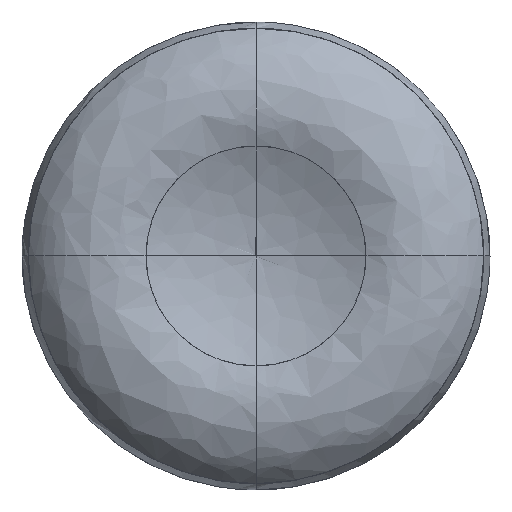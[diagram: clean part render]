
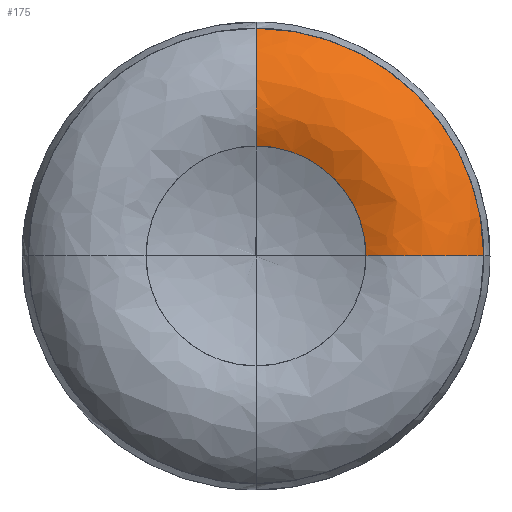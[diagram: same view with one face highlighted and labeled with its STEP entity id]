
A CAD part, top view. The second image highlights one B-rep face of the part: STEP entity #175.
In plain terms, the highlighted free-form (B-spline) face has degree [2, 2] with [3, 5] control points.
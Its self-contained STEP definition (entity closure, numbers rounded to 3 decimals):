
#175=ADVANCED_FACE($,(#270),#1284,.T.);
#270=FACE_OUTER_BOUND($,#369,.T.);
#369=EDGE_LOOP($,(#745,#746,#747,#748));
#745=ORIENTED_EDGE($,*,*,#999,.T.);
#746=ORIENTED_EDGE($,*,*,#1002,.T.);
#747=ORIENTED_EDGE($,*,*,#1000,.T.);
#748=ORIENTED_EDGE($,*,*,#1001,.T.);
#999=EDGE_CURVE($,#1184,#1185,#1497,.T.);
#1000=EDGE_CURVE($,#1186,#1187,#1498,.T.);
#1001=EDGE_CURVE($,#1187,#1184,#1499,.T.);
#1002=EDGE_CURVE($,#1185,#1186,#1500,.T.);
#1184=VERTEX_POINT($,#3764);
#1185=VERTEX_POINT($,#3765);
#1186=VERTEX_POINT($,#3766);
#1187=VERTEX_POINT($,#3767);
#1284=(
BOUNDED_SURFACE()
B_SPLINE_SURFACE(2,2,((#3734,#3735,#3736,#3737,#3738),(#3739,#3740,#3741,
#3742,#3743),(#3744,#3745,#3746,#3747,#3748)),.UNSPECIFIED.,.F.,.F.,.F.)
B_SPLINE_SURFACE_WITH_KNOTS((3,3),(3,2,3),(0.,256.432),(412.992,
456.619,547.604),.UNSPECIFIED.)
GEOMETRIC_REPRESENTATION_ITEM()
RATIONAL_B_SPLINE_SURFACE(((0.88,0.916,1.,0.825,
0.859),(0.622,0.648,0.707,
0.583,0.608),(0.88,0.916,1.,
0.825,0.859)))
REPRESENTATION_ITEM($)
SURFACE()
);
#1497=(
BOUNDED_CURVE()
B_SPLINE_CURVE(2,(#3707,#3708,#3709),.UNSPECIFIED.,.F.,.F.)
B_SPLINE_CURVE_WITH_KNOTS((3,3),(-374.692,0.),.UNSPECIFIED.)
CURVE()
GEOMETRIC_REPRESENTATION_ITEM()
RATIONAL_B_SPLINE_CURVE((1.,0.707,1.))
REPRESENTATION_ITEM($)
);
#1498=(
BOUNDED_CURVE()
B_SPLINE_CURVE(2,(#3710,#3711,#3712),.UNSPECIFIED.,.F.,.F.)
B_SPLINE_CURVE_WITH_KNOTS((3,3),(0.,180.926),.UNSPECIFIED.)
CURVE()
GEOMETRIC_REPRESENTATION_ITEM()
RATIONAL_B_SPLINE_CURVE((1.,0.707,1.))
REPRESENTATION_ITEM($)
);
#1499=(
BOUNDED_CURVE()
B_SPLINE_CURVE(2,(#3713,#3714,#3715,#3716,#3717),.UNSPECIFIED.,.F.,.F.)
B_SPLINE_CURVE_WITH_KNOTS((3,2,3),(412.992,456.619,547.604),
.UNSPECIFIED.)
CURVE()
GEOMETRIC_REPRESENTATION_ITEM()
RATIONAL_B_SPLINE_CURVE((1.,0.976,1.,0.89,1.))
REPRESENTATION_ITEM($)
);
#1500=(
BOUNDED_CURVE()
B_SPLINE_CURVE(2,(#3718,#3719,#3720,#3721,#3722),.UNSPECIFIED.,.F.,.F.)
B_SPLINE_CURVE_WITH_KNOTS((3,2,3),(-547.604,-456.619,-412.992),
.UNSPECIFIED.)
CURVE()
GEOMETRIC_REPRESENTATION_ITEM()
RATIONAL_B_SPLINE_CURVE((1.,0.89,1.,0.976,1.))
REPRESENTATION_ITEM($)
);
#3707=CARTESIAN_POINT($,(238.536,-0.003,331.407));
#3708=CARTESIAN_POINT($,(238.536,238.534,331.407));
#3709=CARTESIAN_POINT($,(0.,238.534,331.407));
#3710=CARTESIAN_POINT($,(0.,115.178,363.665));
#3711=CARTESIAN_POINT($,(115.181,115.178,363.665));
#3712=CARTESIAN_POINT($,(115.181,-0.003,363.665));
#3713=CARTESIAN_POINT($,(115.181,-0.003,363.665));
#3714=CARTESIAN_POINT($,(135.241,-0.003,372.999));
#3715=CARTESIAN_POINT($,(157.366,-0.003,372.999));
#3716=CARTESIAN_POINT($,(208.608,-0.003,372.999));
#3717=CARTESIAN_POINT($,(238.536,-0.003,331.407));
#3718=CARTESIAN_POINT($,(0.,238.534,331.407));
#3719=CARTESIAN_POINT($,(0.,208.605,372.999));
#3720=CARTESIAN_POINT($,(0.,157.364,372.999));
#3721=CARTESIAN_POINT($,(0.,135.238,372.999));
#3722=CARTESIAN_POINT($,(0.,115.178,363.665));
#3734=CARTESIAN_POINT($,(0.,115.178,363.665));
#3735=CARTESIAN_POINT($,(0.,135.238,372.999));
#3736=CARTESIAN_POINT($,(0.,157.364,372.999));
#3737=CARTESIAN_POINT($,(0.,208.605,372.999));
#3738=CARTESIAN_POINT($,(0.,238.534,331.407));
#3739=CARTESIAN_POINT($,(115.181,115.178,363.665));
#3740=CARTESIAN_POINT($,(135.241,135.238,372.999));
#3741=CARTESIAN_POINT($,(157.366,157.364,372.999));
#3742=CARTESIAN_POINT($,(208.608,208.605,372.999));
#3743=CARTESIAN_POINT($,(238.536,238.534,331.407));
#3744=CARTESIAN_POINT($,(115.181,-0.003,363.665));
#3745=CARTESIAN_POINT($,(135.241,-0.003,372.999));
#3746=CARTESIAN_POINT($,(157.366,-0.003,372.999));
#3747=CARTESIAN_POINT($,(208.608,-0.003,372.999));
#3748=CARTESIAN_POINT($,(238.536,-0.003,331.407));
#3764=CARTESIAN_POINT($,(238.536,-0.003,331.407));
#3765=CARTESIAN_POINT($,(0.,238.534,331.407));
#3766=CARTESIAN_POINT($,(0.,115.178,363.665));
#3767=CARTESIAN_POINT($,(115.181,-0.003,363.665));
